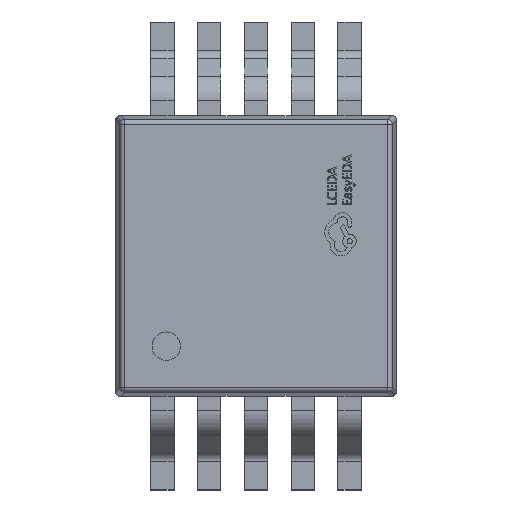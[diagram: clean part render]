
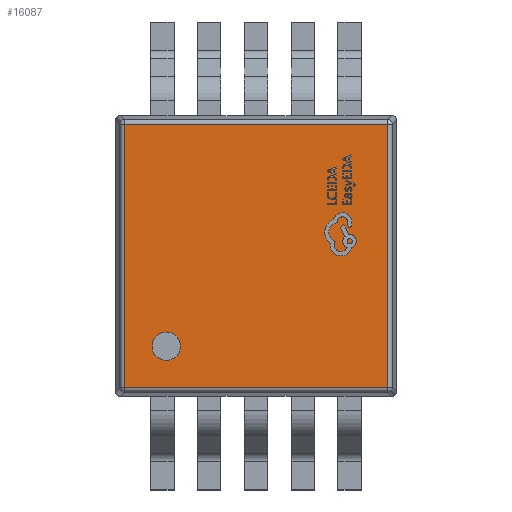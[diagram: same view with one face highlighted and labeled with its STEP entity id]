
A CAD part, top view. The second image highlights one B-rep face of the part: STEP entity #16087.
In plain terms, the highlighted planar face has unit normal (0, 0, 1).
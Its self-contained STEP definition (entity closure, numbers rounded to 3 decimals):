
#118 = DIRECTION ( 'NONE',  ( 1., 0., 0. ) ) ;
#956 = VERTEX_POINT ( 'NONE', #3022 ) ;
#960 = VECTOR ( 'NONE', #11209, 1000. ) ;
#1539 = DIRECTION ( 'NONE',  ( 0., 0., 1. ) ) ;
#3022 = CARTESIAN_POINT ( 'NONE',  ( -1.407, 1.407, 1.1 ) ) ;
#3038 = CARTESIAN_POINT ( 'NONE',  ( -0.959, -0.965, 1.1 ) ) ;
#3148 = VERTEX_POINT ( 'NONE', #22653 ) ;
#3339 = AXIS2_PLACEMENT_3D ( 'NONE', #24037, #1539, #3671 ) ;
#3574 = CARTESIAN_POINT ( 'NONE',  ( -1.11, -0.965, 1.1 ) ) ;
#3671 = DIRECTION ( 'NONE',  ( 1., 0., 0. ) ) ;
#3975 = EDGE_CURVE ( 'NONE', #3148, #956, #19450, .T. ) ;
#3996 = ORIENTED_EDGE ( 'NONE', *, *, #4537, .T. ) ;
#4295 = CARTESIAN_POINT ( 'NONE',  ( -0.807, -0.965, 1.1 ) ) ;
#4384 = CARTESIAN_POINT ( 'NONE',  ( 1.407, 0., 1.1 ) ) ;
#4537 = EDGE_CURVE ( 'NONE', #956, #10992, #22752, .T. ) ;
#4685 = CARTESIAN_POINT ( 'NONE',  ( 0., 1.407, 1.1 ) ) ;
#5485 = LINE ( 'NONE', #22356, #960 ) ;
#7248 = DIRECTION ( 'NONE',  ( 0., 0., 1. ) ) ;
#7488 = CARTESIAN_POINT ( 'NONE',  ( 1.407, -1.407, 1.1 ) ) ;
#7746 = CARTESIAN_POINT ( 'NONE',  ( -0.959, -0.965, 1.1 ) ) ;
#7752 = LINE ( 'NONE', #4384, #13748 ) ;
#7892 = EDGE_CURVE ( 'NONE', #24416, #3148, #7752, .T. ) ;
#8903 = PLANE ( 'NONE',  #3339 ) ;
#9493 = EDGE_LOOP ( 'NONE', ( #12948, #11935 ) ) ;
#10492 = CIRCLE ( 'NONE', #11282, 0.152 ) ;
#10992 = VERTEX_POINT ( 'NONE', #23236 ) ;
#11209 = DIRECTION ( 'NONE',  ( 1., 0., 0. ) ) ;
#11216 = EDGE_LOOP ( 'NONE', ( #24351, #3996, #23719, #17361 ) ) ;
#11282 = AXIS2_PLACEMENT_3D ( 'NONE', #3038, #16212, #23757 ) ;
#11415 = AXIS2_PLACEMENT_3D ( 'NONE', #7746, #7248, #118 ) ;
#11746 = EDGE_CURVE ( 'NONE', #10992, #24416, #5485, .T. ) ;
#11805 = VECTOR ( 'NONE', #19163, 1000. ) ;
#11935 = ORIENTED_EDGE ( 'NONE', *, *, #16256, .F. ) ;
#12142 = CIRCLE ( 'NONE', #11415, 0.152 ) ;
#12888 = FACE_BOUND ( 'NONE', #9493, .T. ) ;
#12948 = ORIENTED_EDGE ( 'NONE', *, *, #19424, .F. ) ;
#13118 = VERTEX_POINT ( 'NONE', #4295 ) ;
#13748 = VECTOR ( 'NONE', #15559, 1000. ) ;
#15559 = DIRECTION ( 'NONE',  ( 0., 1., 0. ) ) ;
#16087 = ADVANCED_FACE ( 'NONE', ( #12888, #22563 ), #8903, .T. ) ;
#16212 = DIRECTION ( 'NONE',  ( 0., 0., 1. ) ) ;
#16256 = EDGE_CURVE ( 'NONE', #19888, #13118, #10492, .T. ) ;
#16950 = CARTESIAN_POINT ( 'NONE',  ( -1.407, 0., 1.1 ) ) ;
#17361 = ORIENTED_EDGE ( 'NONE', *, *, #7892, .T. ) ;
#17485 = DIRECTION ( 'NONE',  ( -1., 0., 0. ) ) ;
#19163 = DIRECTION ( 'NONE',  ( 0., -1., 0. ) ) ;
#19424 = EDGE_CURVE ( 'NONE', #13118, #19888, #12142, .T. ) ;
#19450 = LINE ( 'NONE', #4685, #23220 ) ;
#19888 = VERTEX_POINT ( 'NONE', #3574 ) ;
#22356 = CARTESIAN_POINT ( 'NONE',  ( 0., -1.407, 1.1 ) ) ;
#22563 = FACE_OUTER_BOUND ( 'NONE', #11216, .T. ) ;
#22653 = CARTESIAN_POINT ( 'NONE',  ( 1.407, 1.407, 1.1 ) ) ;
#22752 = LINE ( 'NONE', #16950, #11805 ) ;
#23220 = VECTOR ( 'NONE', #17485, 1000. ) ;
#23236 = CARTESIAN_POINT ( 'NONE',  ( -1.407, -1.407, 1.1 ) ) ;
#23719 = ORIENTED_EDGE ( 'NONE', *, *, #11746, .T. ) ;
#23757 = DIRECTION ( 'NONE',  ( 1., 0., 0. ) ) ;
#24037 = CARTESIAN_POINT ( 'NONE',  ( 0., 0., 1.1 ) ) ;
#24351 = ORIENTED_EDGE ( 'NONE', *, *, #3975, .T. ) ;
#24416 = VERTEX_POINT ( 'NONE', #7488 ) ;
